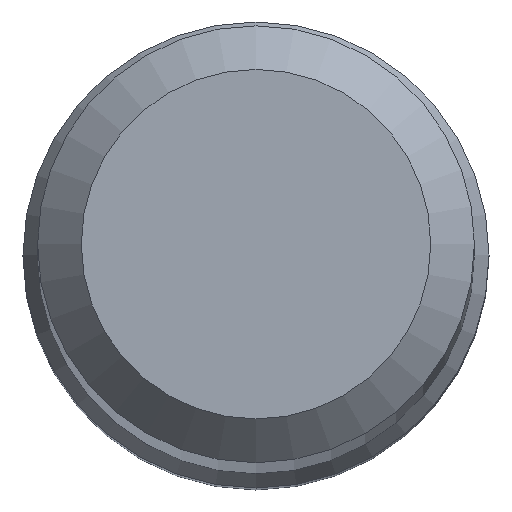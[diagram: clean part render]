
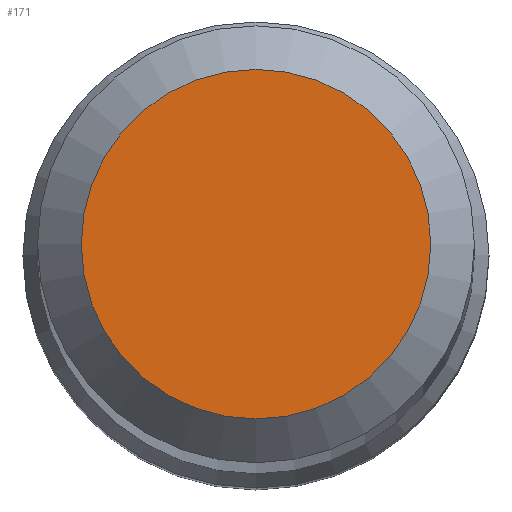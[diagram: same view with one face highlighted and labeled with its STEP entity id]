
A CAD part, top view. The second image highlights one B-rep face of the part: STEP entity #171.
In plain terms, the highlighted planar face has unit normal (0, 0, 1).
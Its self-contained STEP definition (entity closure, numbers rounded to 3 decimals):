
#3 = DIRECTION ( 'NONE',  ( 0., 1., 0. ) ) ;
#10 = DIRECTION ( 'NONE',  ( 0., 1., 0. ) ) ;
#19 = ORIENTED_EDGE ( 'NONE', *, *, #30, .F. ) ;
#30 = EDGE_CURVE ( 'NONE', #179, #179, #157, .T. ) ;
#47 = AXIS2_PLACEMENT_3D ( 'NONE', #172, #170, #3 ) ;
#69 = AXIS2_PLACEMENT_3D ( 'NONE', #156, #115, #10 ) ;
#115 = DIRECTION ( 'NONE',  ( 0., 0., -1. ) ) ;
#156 = CARTESIAN_POINT ( 'NONE',  ( 0., 0., 101. ) ) ;
#157 = CIRCLE ( 'NONE', #47, 2.4 ) ;
#170 = DIRECTION ( 'NONE',  ( 0., 0., -1. ) ) ;
#171 = ADVANCED_FACE ( 'NONE', ( #178 ), #212, .F. ) ;
#172 = CARTESIAN_POINT ( 'NONE',  ( 0., 0., 101. ) ) ;
#178 = FACE_OUTER_BOUND ( 'NONE', #226, .T. ) ;
#179 = VERTEX_POINT ( 'NONE', #236 ) ;
#212 = PLANE ( 'NONE',  #69 ) ;
#226 = EDGE_LOOP ( 'NONE', ( #19 ) ) ;
#236 = CARTESIAN_POINT ( 'NONE',  ( 0., 2.4, 101. ) ) ;
